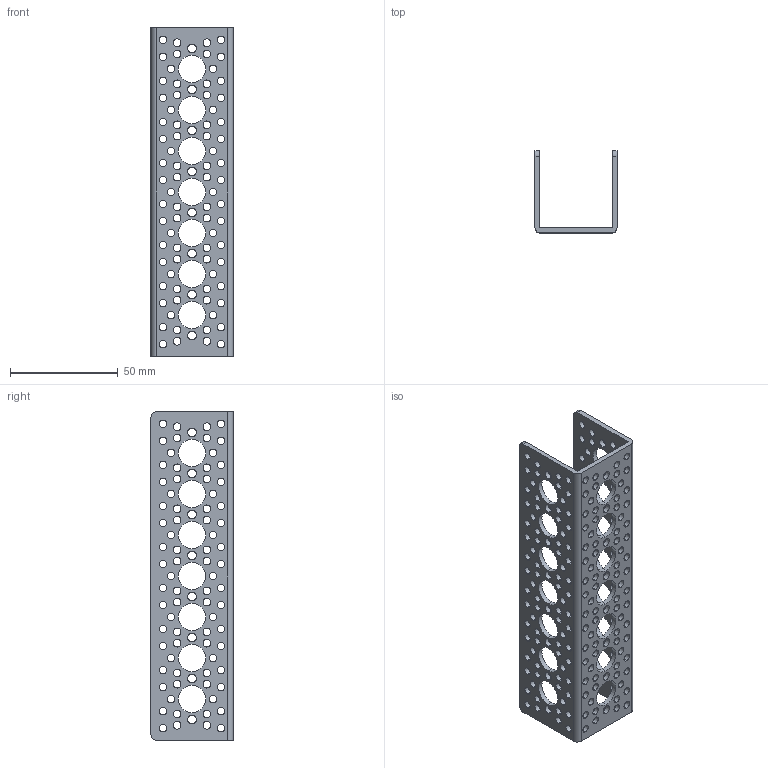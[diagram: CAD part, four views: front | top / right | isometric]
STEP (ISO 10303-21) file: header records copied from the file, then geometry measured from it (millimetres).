
FILE_DESCRIPTION (( 'STEP AP203' ), '1' );
FILE_NAME ('585446.STEP', '2014-07-14T21:39:15', ( 'Kyle' ), ( 'Microsoft' ), 'SwSTEP 2.0', 'SolidWorks 2014', '' );
FILE_SCHEMA (( 'CONFIG_CONTROL_DESIGN' ));
Length unit declared in the file: inch
Products named in the file (1): 585446
Bounding box: 38.1 x 38.1 x 152.4 mm (x, y, z)
Volume: 25663.2 mm3; surface area: 32267.9 mm2
Topology: 1 solids, 1 shells, 574 faces, 1716 edges, 1144 vertices
Faces by surface type: cylinder 564, plane 10
Entity records: 21223 total; most frequent: DIRECTION 3994, CARTESIAN_POINT 3435, ORIENTED_EDGE 3432, EDGE_CURVE 1716, AXIS2_PLACEMENT_3D 1703, VERTEX_POINT 1144, EDGE_LOOP 1132, CIRCLE 1128
